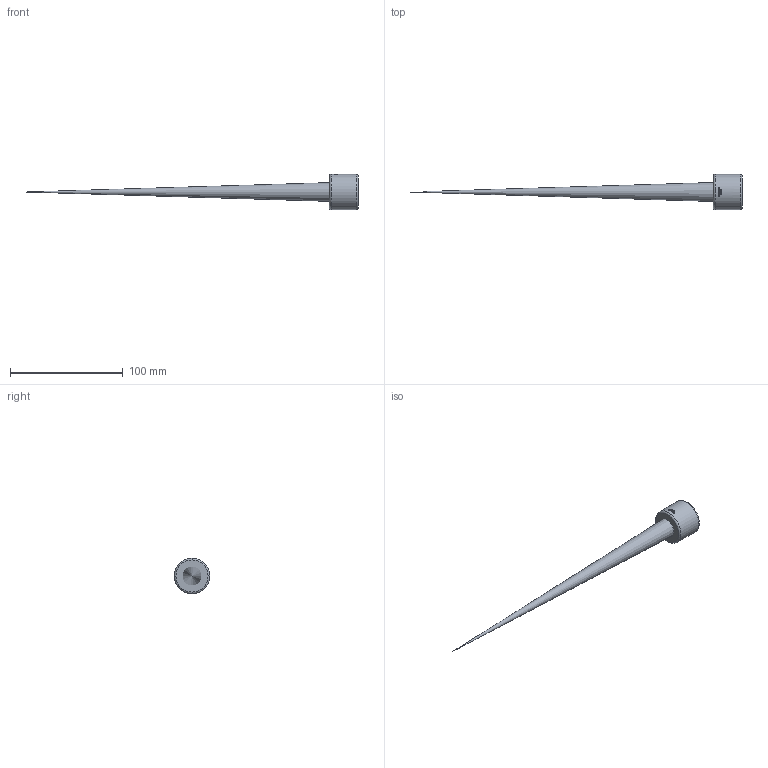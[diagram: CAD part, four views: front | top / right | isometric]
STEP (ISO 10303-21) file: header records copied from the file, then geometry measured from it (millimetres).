
FILE_DESCRIPTION(/* description */ (''),/* implementation_level */ '2;1');
FILE_NAME(/* name */ '22WB-.50.stp',/* time_stamp */ '2021-12-07T14:57:13-05:00',/* author */ ('rick'),/* organization */ (''),/* preprocessor_version */ 'ST-DEVELOPER v18.1',/* originating_system */ 'Autodesk Inventor 2020',/* authorisation */ '');
FILE_SCHEMA (('AUTOMOTIVE_DESIGN { 1 0 10303 214 3 1 1 }'));
Length unit declared in the file: inch
Products named in the file (1): 22WB-.50
Bounding box: 294.7 x 31.5 x 31.5 mm (x, y, z)
Volume: 15074.6 mm3; surface area: 22434.5 mm2
Topology: 1 solids, 1 shells, 369 faces, 1008 edges, 673 vertices
Faces by surface type: bspline 183, plane 134, cylinder 36, cone 11, torus 5
Full cylindrical faces by diameter (mm): 9.398 x1, 12.7 x1, 31.496 x1
Entity records: 19578 total; most frequent: CARTESIAN_POINT 11261, ORIENTED_EDGE 2010, DIRECTION 1188, EDGE_CURVE 1005, VERTEX_POINT 672, LINE 434, VECTOR 434, EDGE_LOOP 405
